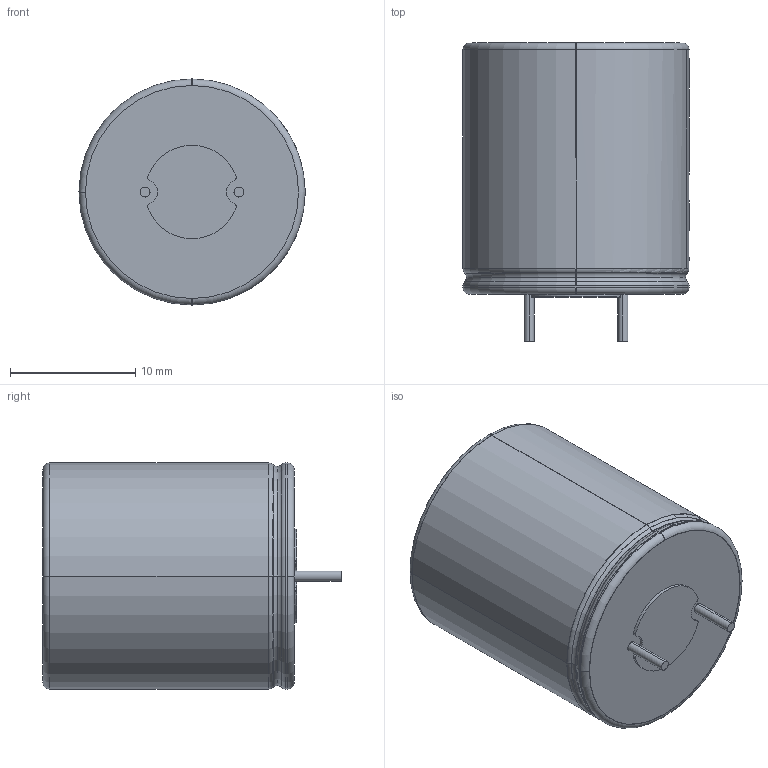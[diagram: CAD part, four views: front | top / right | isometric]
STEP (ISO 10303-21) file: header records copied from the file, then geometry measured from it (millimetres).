
FILE_DESCRIPTION (( 'STEP AP214' ), '1' );
FILE_NAME ('THD Capacitor Polar 18x20x7.5mm.STEP', '2019-02-17T14:25:35', ( '' ), ( '' ), 'SwSTEP 2.0', 'SolidWorks 2018', '' );
FILE_SCHEMA (( 'AUTOMOTIVE_DESIGN' ));
Length unit declared in the file: millimetre
Products named in the file (1): THD Capacitor Polar 18x20x7.5mm
Bounding box: 18.05 x 23.8 x 18.05 mm (x, y, z)
Surface area: 3407.7 mm2 (no closed solid volume)
Topology: 0 solids, 4 shells, 102 faces, 268 edges, 183 vertices
Faces by surface type: cylinder 60, torus 36, plane 6
Entity records: 4286 total; most frequent: CARTESIAN_POINT 626, DIRECTION 607, ORIENTED_EDGE 482, EDGE_CURVE 268, AXIS2_PLACEMENT_3D 260, VERTEX_POINT 183, CIRCLE 157, EDGE_LOOP 114
